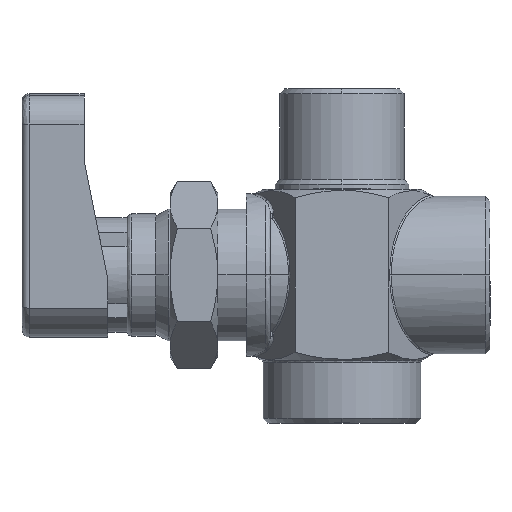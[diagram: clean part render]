
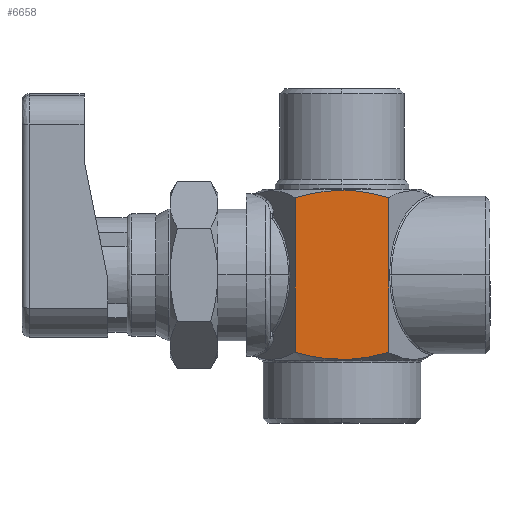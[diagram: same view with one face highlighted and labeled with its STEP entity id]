
A CAD part, top view. The second image highlights one B-rep face of the part: STEP entity #6658.
In plain terms, the highlighted planar face has unit normal (0, 0, 1).
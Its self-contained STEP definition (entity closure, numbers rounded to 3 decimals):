
#169 = CARTESIAN_POINT ( 'NONE',  ( -3.299, -12.482, 8.5 ) ) ;
#345 = EDGE_CURVE ( 'NONE', #18871, #1813, #3805, .T. ) ;
#683 = LINE ( 'NONE', #16897, #12479 ) ;
#1173 = FACE_OUTER_BOUND ( 'NONE', #20053, .T. ) ;
#1213 = DIRECTION ( 'NONE',  ( 0., 0., 1. ) ) ;
#1813 = VERTEX_POINT ( 'NONE', #16506 ) ;
#1863 = CARTESIAN_POINT ( 'NONE',  ( -0.835, -12.162, 8.5 ) ) ;
#2000 = CARTESIAN_POINT ( 'NONE',  ( 3.296, -29.519, 8.5 ) ) ;
#2075 = CARTESIAN_POINT ( 'NONE',  ( -0.844, -29.855, 8.5 ) ) ;
#2226 = CARTESIAN_POINT ( 'NONE',  ( -4.907, -29.096, 8.5 ) ) ;
#2824 = B_SPLINE_CURVE_WITH_KNOTS ( 'NONE', 3,
 ( #12359, #8899, #1863, #17365, #10638, #169, #5080, #8611 ),
 .UNSPECIFIED., .F., .F.,
 ( 4, 2, 2, 4 ),
 ( 0.005, 0.006, 0.007, 0.01 ),
 .UNSPECIFIED. ) ;
#3442 = CARTESIAN_POINT ( 'NONE',  ( -4.907, -29.096, 8.5 ) ) ;
#3515 = CARTESIAN_POINT ( 'NONE',  ( 4.907, -43., 8.5 ) ) ;
#3723 = CARTESIAN_POINT ( 'NONE',  ( 3.296, -12.481, 8.5 ) ) ;
#3805 = B_SPLINE_CURVE_WITH_KNOTS ( 'NONE', 3,
 ( #17476, #6943, #3723, #21531, #9275, #7443 ),
 .UNSPECIFIED., .F., .F.,
 ( 4, 2, 4 ),
 ( 0., 0.002, 0.005 ),
 .UNSPECIFIED. ) ;
#3821 = CARTESIAN_POINT ( 'NONE',  ( -1.668, -29.783, 8.5 ) ) ;
#3904 = CARTESIAN_POINT ( 'NONE',  ( 2.068, -29.718, 8.5 ) ) ;
#4371 = CARTESIAN_POINT ( 'NONE',  ( 4.907, -12.904, 8.5 ) ) ;
#4753 = DIRECTION ( 'NONE',  ( 0., -1., 0. ) ) ;
#4771 = EDGE_CURVE ( 'NONE', #7461, #16015, #683, .T. ) ;
#5080 = CARTESIAN_POINT ( 'NONE',  ( -4.107, -12.672, 8.5 ) ) ;
#5129 = DIRECTION ( 'NONE',  ( 0., -1., 0. ) ) ;
#5179 = B_SPLINE_CURVE_WITH_KNOTS ( 'NONE', 3,
 ( #2226, #18046, #21489, #3821, #2075, #14335, #8954, #12505, #3904, #2000, #19789, #16186 ),
 .UNSPECIFIED., .F., .F.,
 ( 4, 2, 2, 2, 2, 4 ),
 ( 0., 0.002, 0.005, 0.006, 0.007, 0.01 ),
 .UNSPECIFIED. ) ;
#6352 = EDGE_CURVE ( 'NONE', #18871, #11318, #17384, .T. ) ;
#6658 = ADVANCED_FACE ( 'NONE', ( #1173 ), #8160, .T. ) ;
#6943 = CARTESIAN_POINT ( 'NONE',  ( 4.105, -12.672, 8.5 ) ) ;
#7443 = CARTESIAN_POINT ( 'NONE',  ( 0., -12.144, 8.5 ) ) ;
#7461 = VERTEX_POINT ( 'NONE', #13980 ) ;
#7573 = EDGE_CURVE ( 'NONE', #1813, #7461, #2824, .T. ) ;
#8160 = PLANE ( 'NONE',  #12842 ) ;
#8611 = CARTESIAN_POINT ( 'NONE',  ( -4.907, -12.904, 8.5 ) ) ;
#8899 = CARTESIAN_POINT ( 'NONE',  ( -0.416, -12.144, 8.5 ) ) ;
#8954 = CARTESIAN_POINT ( 'NONE',  ( 0.827, -29.838, 8.5 ) ) ;
#9275 = CARTESIAN_POINT ( 'NONE',  ( 0.836, -12.144, 8.5 ) ) ;
#10638 = CARTESIAN_POINT ( 'NONE',  ( -2.073, -12.283, 8.5 ) ) ;
#10854 = EDGE_CURVE ( 'NONE', #16015, #11318, #5179, .T. ) ;
#11318 = VERTEX_POINT ( 'NONE', #22133 ) ;
#12156 = VECTOR ( 'NONE', #5129, 1000. ) ;
#12359 = CARTESIAN_POINT ( 'NONE',  ( 0., -12.144, 8.5 ) ) ;
#12479 = VECTOR ( 'NONE', #4753, 1000. ) ;
#12505 = CARTESIAN_POINT ( 'NONE',  ( 1.656, -29.769, 8.5 ) ) ;
#12842 = AXIS2_PLACEMENT_3D ( 'NONE', #22222, #1213, #13469 ) ;
#13469 = DIRECTION ( 'NONE',  ( 1., 0., 0. ) ) ;
#13980 = CARTESIAN_POINT ( 'NONE',  ( -4.907, -12.904, 8.5 ) ) ;
#14213 = ORIENTED_EDGE ( 'NONE', *, *, #6352, .F. ) ;
#14324 = ORIENTED_EDGE ( 'NONE', *, *, #10854, .T. ) ;
#14335 = CARTESIAN_POINT ( 'NONE',  ( 0.408, -29.856, 8.5 ) ) ;
#15136 = ORIENTED_EDGE ( 'NONE', *, *, #7573, .T. ) ;
#16015 = VERTEX_POINT ( 'NONE', #3442 ) ;
#16186 = CARTESIAN_POINT ( 'NONE',  ( 4.907, -29.096, 8.5 ) ) ;
#16506 = CARTESIAN_POINT ( 'NONE',  ( 0., -12.144, 8.5 ) ) ;
#16897 = CARTESIAN_POINT ( 'NONE',  ( -4.907, -43., 8.5 ) ) ;
#17365 = CARTESIAN_POINT ( 'NONE',  ( -1.662, -12.232, 8.5 ) ) ;
#17384 = LINE ( 'NONE', #3515, #12156 ) ;
#17476 = CARTESIAN_POINT ( 'NONE',  ( 4.907, -12.904, 8.5 ) ) ;
#18046 = CARTESIAN_POINT ( 'NONE',  ( -4.106, -29.328, 8.5 ) ) ;
#18871 = VERTEX_POINT ( 'NONE', #4371 ) ;
#19095 = ORIENTED_EDGE ( 'NONE', *, *, #4771, .T. ) ;
#19789 = CARTESIAN_POINT ( 'NONE',  ( 4.105, -29.328, 8.5 ) ) ;
#20053 = EDGE_LOOP ( 'NONE', ( #20937, #15136, #19095, #14324, #14213 ) ) ;
#20937 = ORIENTED_EDGE ( 'NONE', *, *, #345, .T. ) ;
#21489 = CARTESIAN_POINT ( 'NONE',  ( -3.299, -29.518, 8.5 ) ) ;
#21531 = CARTESIAN_POINT ( 'NONE',  ( 1.662, -12.217, 8.5 ) ) ;
#22133 = CARTESIAN_POINT ( 'NONE',  ( 4.907, -29.096, 8.5 ) ) ;
#22222 = CARTESIAN_POINT ( 'NONE',  ( -4.907, -43., 8.5 ) ) ;
